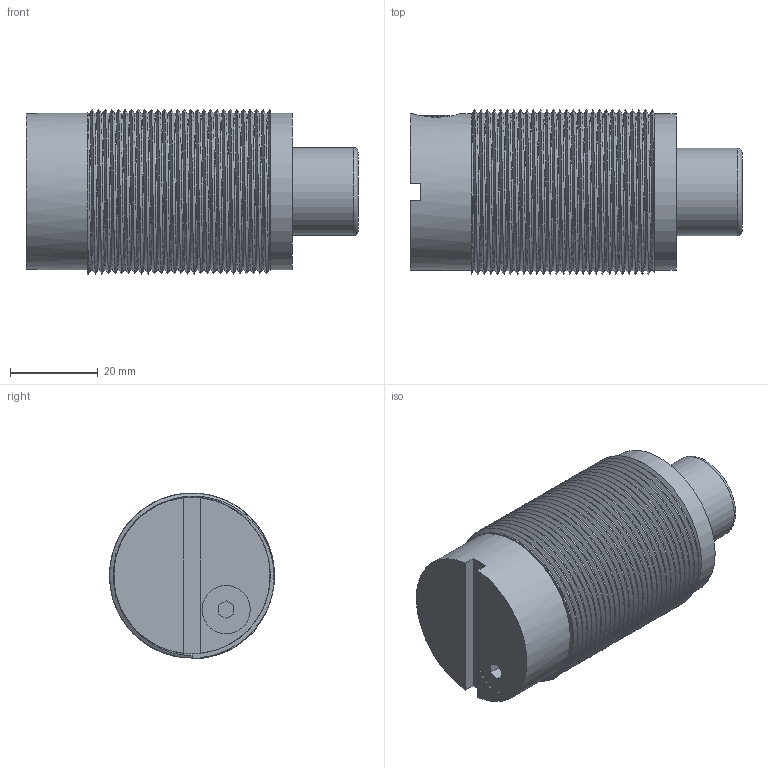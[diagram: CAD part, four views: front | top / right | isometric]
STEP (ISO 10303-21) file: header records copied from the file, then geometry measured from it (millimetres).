
FILE_DESCRIPTION(/* description */ ('STEP AP203'),/* implementation_level */ '2;1');
FILE_NAME(/* name */ 'P 00500_013 M38.stp',/* time_stamp */ '2019-03-25T10:30:18+03:00',/* author */ ('Doğan'),/* organization */ (''),/* preprocessor_version */ 'ST-DEVELOPER v17.2',/* originating_system */ 'Autodesk Inventor 2019',/* authorisation */ '');
FILE_SCHEMA (('AUTOMOTIVE_DESIGN { 1 0 10303 214 3 1 1 }'));
Length unit declared in the file: millimetre
Products named in the file (1): P 00500_013 M38
Bounding box: 75.7 x 37.6 x 37.8 mm (x, y, z)
Volume: 66613.1 mm3; surface area: 13672.3 mm2
Topology: 1 solids, 1 shells, 71 faces, 194 edges, 133 vertices
Faces by surface type: cylinder 37, plane 27, bspline 3, torus 2, cone 2
Full cylindrical faces by diameter (mm): 5 x1, 10 x1, 11 x2, 20 x1, 35.7 x2, 35.835 x27
Entity records: 6599 total; most frequent: CARTESIAN_POINT 4850, ORIENTED_EDGE 386, DIRECTION 307, EDGE_CURVE 193, VERTEX_POINT 133, AXIS2_PLACEMENT_3D 111, LINE 85, VECTOR 85
